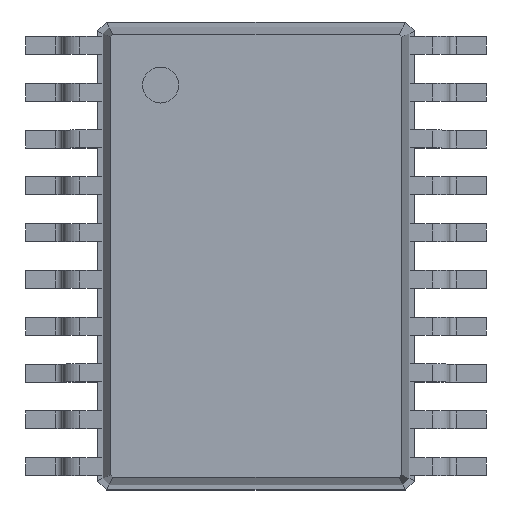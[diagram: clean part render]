
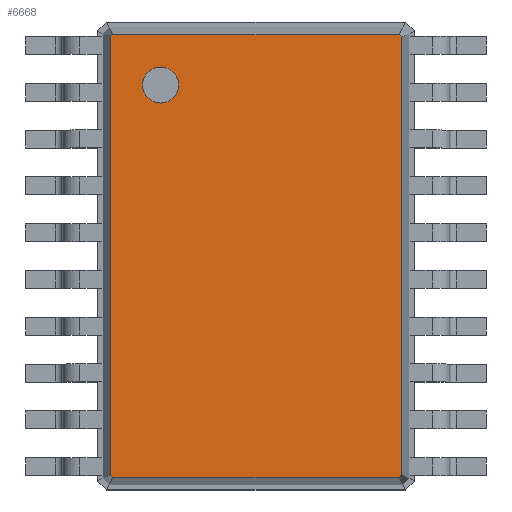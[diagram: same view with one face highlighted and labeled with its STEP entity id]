
A CAD part, top view. The second image highlights one B-rep face of the part: STEP entity #6668.
In plain terms, the highlighted planar face has unit normal (0, 0, 1).
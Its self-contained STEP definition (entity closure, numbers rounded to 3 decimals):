
#259=CIRCLE('',#7185,0.25);
#262=FACE_BOUND('',#944,.T.);
#601=FACE_OUTER_BOUND('',#943,.T.);
#943=EDGE_LOOP('',(#5714,#5715,#5716,#5717,#5718,#5719,#5720,#5721));
#944=EDGE_LOOP('',(#5722));
#1496=LINE('',#10371,#2241);
#1499=LINE('',#10376,#2244);
#1500=LINE('',#10379,#2245);
#1503=LINE('',#10384,#2248);
#1594=LINE('',#10567,#2339);
#1687=LINE('',#10752,#2432);
#1688=LINE('',#10755,#2433);
#1690=LINE('',#10758,#2435);
#2241=VECTOR('',#8365,1.);
#2244=VECTOR('',#8370,1.);
#2245=VECTOR('',#8373,1.);
#2248=VECTOR('',#8378,1.);
#2339=VECTOR('',#8651,1.);
#2432=VECTOR('',#8926,1.);
#2433=VECTOR('',#8929,1.);
#2435=VECTOR('',#8933,1.);
#2997=VERTEX_POINT('',#10368);
#2998=VERTEX_POINT('',#10370);
#2999=VERTEX_POINT('',#10374);
#3000=VERTEX_POINT('',#10378);
#3001=VERTEX_POINT('',#10382);
#3002=VERTEX_POINT('',#10566);
#3003=VERTEX_POINT('',#10750);
#3004=VERTEX_POINT('',#10754);
#3005=VERTEX_POINT('',#10760);
#3716=EDGE_CURVE('',#2997,#2998,#1496,.T.);
#3719=EDGE_CURVE('',#2999,#2997,#1499,.T.);
#3720=EDGE_CURVE('',#2998,#3000,#1500,.T.);
#3723=EDGE_CURVE('',#3001,#2999,#1503,.T.);
#3814=EDGE_CURVE('',#3000,#3002,#1594,.T.);
#3907=EDGE_CURVE('',#3003,#3001,#1687,.T.);
#3908=EDGE_CURVE('',#3002,#3004,#1688,.T.);
#3910=EDGE_CURVE('',#3004,#3003,#1690,.T.);
#3911=EDGE_CURVE('',#3005,#3005,#259,.T.);
#5714=ORIENTED_EDGE('',*,*,#3716,.F.);
#5715=ORIENTED_EDGE('',*,*,#3719,.F.);
#5716=ORIENTED_EDGE('',*,*,#3723,.F.);
#5717=ORIENTED_EDGE('',*,*,#3907,.F.);
#5718=ORIENTED_EDGE('',*,*,#3910,.F.);
#5719=ORIENTED_EDGE('',*,*,#3908,.F.);
#5720=ORIENTED_EDGE('',*,*,#3814,.F.);
#5721=ORIENTED_EDGE('',*,*,#3720,.F.);
#5722=ORIENTED_EDGE('',*,*,#3911,.F.);
#5986=PLANE('',#7184);
#6668=ADVANCED_FACE('',(#601,#262),#5986,.T.);
#7184=AXIS2_PLACEMENT_3D('',#10759,#8934,#8935);
#7185=AXIS2_PLACEMENT_3D('',#10761,#8936,#8937);
#8365=DIRECTION('',(1.,0.,0.));
#8370=DIRECTION('',(0.707,0.707,0.));
#8373=DIRECTION('',(0.707,-0.707,0.));
#8378=DIRECTION('',(0.,1.,0.));
#8651=DIRECTION('',(0.,-1.,0.));
#8926=DIRECTION('',(-0.707,0.707,0.));
#8929=DIRECTION('',(-0.707,-0.707,0.));
#8933=DIRECTION('',(-1.,0.,0.));
#8934=DIRECTION('center_axis',(0.,0.,1.));
#8935=DIRECTION('ref_axis',(0.543,-0.84,0.));
#8936=DIRECTION('center_axis',(0.,0.,1.));
#8937=DIRECTION('ref_axis',(0.,-1.,0.));
#10368=CARTESIAN_POINT('',(-1.987,3.074,1.2));
#10370=CARTESIAN_POINT('',(1.987,3.074,1.2));
#10371=CARTESIAN_POINT('',(-1.987,3.074,1.2));
#10374=CARTESIAN_POINT('',(-2.024,3.037,1.2));
#10376=CARTESIAN_POINT('',(-2.024,3.037,1.2));
#10378=CARTESIAN_POINT('',(2.024,3.037,1.2));
#10379=CARTESIAN_POINT('',(1.987,3.074,1.2));
#10382=CARTESIAN_POINT('',(-2.024,-3.037,1.2));
#10384=CARTESIAN_POINT('',(-2.024,-3.037,1.2));
#10566=CARTESIAN_POINT('',(2.024,-3.037,1.2));
#10567=CARTESIAN_POINT('',(2.024,3.037,1.2));
#10750=CARTESIAN_POINT('',(-1.987,-3.074,1.2));
#10752=CARTESIAN_POINT('',(-1.987,-3.074,1.2));
#10754=CARTESIAN_POINT('',(1.987,-3.074,1.2));
#10755=CARTESIAN_POINT('',(2.024,-3.037,1.2));
#10758=CARTESIAN_POINT('',(1.987,-3.074,1.2));
#10759=CARTESIAN_POINT('Origin',(-1.987,3.074,1.2));
#10760=CARTESIAN_POINT('',(-1.324,2.624,1.2));
#10761=CARTESIAN_POINT('Origin',(-1.324,2.374,1.2));
